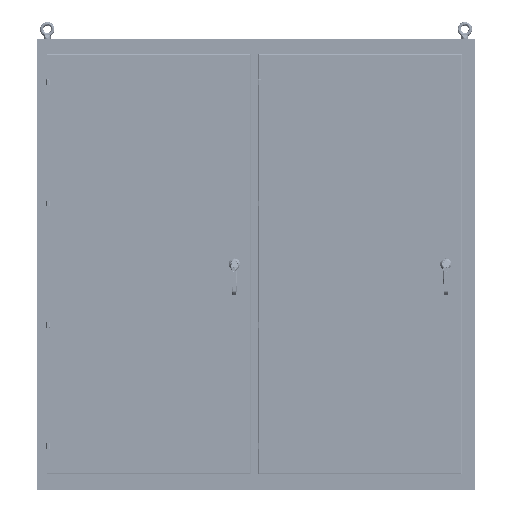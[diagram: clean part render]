
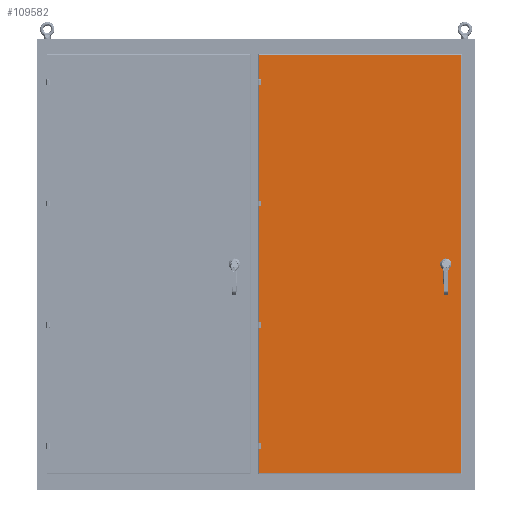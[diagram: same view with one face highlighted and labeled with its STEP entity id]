
A CAD part, top view. The second image highlights one B-rep face of the part: STEP entity #109582.
In plain terms, the highlighted planar face has unit normal (0, 0, 1).
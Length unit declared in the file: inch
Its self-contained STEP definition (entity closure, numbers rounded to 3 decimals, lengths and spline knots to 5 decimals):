
#7510 = DIRECTION ( 'NONE',  ( 1., 0., 0. ) ) ;
#8681 = EDGE_CURVE ( 'NONE', #165461, #165461, #152767, .T. ) ;
#22540 = AXIS2_PLACEMENT_3D ( 'NONE', #280609, #252759, #332717 ) ;
#41540 = ORIENTED_EDGE ( 'NONE', *, *, #223829, .F. ) ;
#81244 = CARTESIAN_POINT ( 'NONE',  ( 36.42461, -37.1122, 12.529 ) ) ;
#87204 = CARTESIAN_POINT ( 'NONE',  ( 18.4687, -37.1122, 12.529 ) ) ;
#90039 = CARTESIAN_POINT ( 'NONE',  ( 33.65689, 0., 12.529 ) ) ;
#94524 = CARTESIAN_POINT ( 'NONE',  ( 0.5128, 0., 12.529 ) ) ;
#97633 = VECTOR ( 'NONE', #7510, 39.37008 ) ;
#106015 = FACE_BOUND ( 'NONE', #322206, .T. ) ;
#109582 = ADVANCED_FACE ( 'NONE', ( #167232, #106015 ), #219416, .F. ) ;
#111853 = DIRECTION ( 'NONE',  ( 0., -1., 0. ) ) ;
#112728 = EDGE_CURVE ( 'NONE', #171581, #363919, #349077, .T. ) ;
#117364 = ORIENTED_EDGE ( 'NONE', *, *, #275256, .F. ) ;
#117440 = EDGE_LOOP ( 'NONE', ( #117364, #41540, #314024, #204628 ) ) ;
#124588 = LINE ( 'NONE', #262209, #97633 ) ;
#136102 = CARTESIAN_POINT ( 'NONE',  ( 36.42461, 0., 12.529 ) ) ;
#152767 = CIRCLE ( 'NONE', #295235, 0.22146 ) ;
#165461 = VERTEX_POINT ( 'NONE', #254613 ) ;
#167232 = FACE_OUTER_BOUND ( 'NONE', #117440, .T. ) ;
#168717 = VECTOR ( 'NONE', #111853, 39.37008 ) ;
#169979 = VERTEX_POINT ( 'NONE', #354833 ) ;
#171581 = VERTEX_POINT ( 'NONE', #172750 ) ;
#172750 = CARTESIAN_POINT ( 'NONE',  ( 0.5128, -37.1122, 12.529 ) ) ;
#179848 = ORIENTED_EDGE ( 'NONE', *, *, #8681, .F. ) ;
#195574 = VECTOR ( 'NONE', #317580, 39.37008 ) ;
#204628 = ORIENTED_EDGE ( 'NONE', *, *, #112728, .F. ) ;
#219416 = PLANE ( 'NONE',  #22540 ) ;
#223829 = EDGE_CURVE ( 'NONE', #169979, #269732, #245837, .T. ) ;
#228429 = LINE ( 'NONE', #87204, #195574 ) ;
#245837 = LINE ( 'NONE', #136102, #168717 ) ;
#252759 = DIRECTION ( 'NONE',  ( 0., 0., -1. ) ) ;
#254613 = CARTESIAN_POINT ( 'NONE',  ( 33.87835, 0., 12.529 ) ) ;
#262209 = CARTESIAN_POINT ( 'NONE',  ( 18.4687, 37.1122, 12.529 ) ) ;
#265459 = DIRECTION ( 'NONE',  ( 0., 1., 0. ) ) ;
#269732 = VERTEX_POINT ( 'NONE', #81244 ) ;
#272506 = VECTOR ( 'NONE', #265459, 39.37008 ) ;
#275256 = EDGE_CURVE ( 'NONE', #269732, #171581, #228429, .T. ) ;
#280609 = CARTESIAN_POINT ( 'NONE',  ( 18.4687, 0., 12.529 ) ) ;
#283327 = DIRECTION ( 'NONE',  ( 0., 0., 1. ) ) ;
#291066 = EDGE_CURVE ( 'NONE', #363919, #169979, #124588, .T. ) ;
#295235 = AXIS2_PLACEMENT_3D ( 'NONE', #90039, #283327, #340930 ) ;
#300730 = CARTESIAN_POINT ( 'NONE',  ( 0.5128, 37.1122, 12.529 ) ) ;
#314024 = ORIENTED_EDGE ( 'NONE', *, *, #291066, .F. ) ;
#317580 = DIRECTION ( 'NONE',  ( -1., 0., 0. ) ) ;
#322206 = EDGE_LOOP ( 'NONE', ( #179848 ) ) ;
#332717 = DIRECTION ( 'NONE',  ( -1., 0., 0. ) ) ;
#340930 = DIRECTION ( 'NONE',  ( 1., 0., 0. ) ) ;
#349077 = LINE ( 'NONE', #94524, #272506 ) ;
#354833 = CARTESIAN_POINT ( 'NONE',  ( 36.42461, 37.1122, 12.529 ) ) ;
#363919 = VERTEX_POINT ( 'NONE', #300730 ) ;
